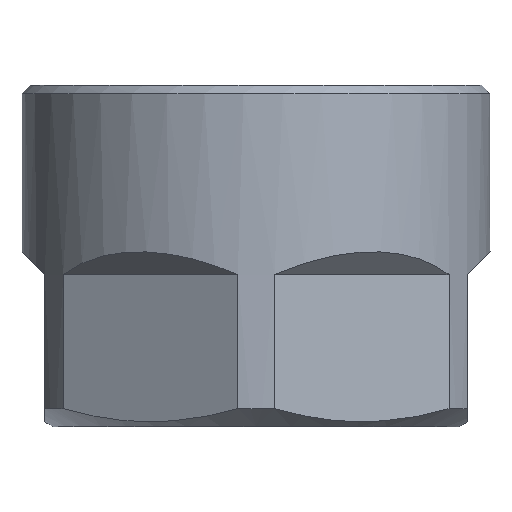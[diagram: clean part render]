
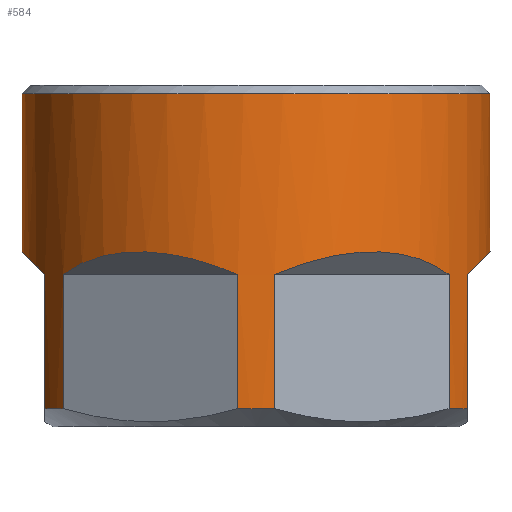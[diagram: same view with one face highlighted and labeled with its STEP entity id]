
A CAD part, front view. The second image highlights one B-rep face of the part: STEP entity #584.
In plain terms, the highlighted cylindrical face has radius 13.85 mm (diameter 27.7 mm), a full revolution.
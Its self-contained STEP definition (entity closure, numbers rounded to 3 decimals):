
#20=ELLIPSE('',#610,19.587,13.85);
#21=ELLIPSE('',#615,19.587,13.85);
#22=ELLIPSE('',#620,19.587,13.85);
#23=ELLIPSE('',#623,19.587,13.85);
#24=ELLIPSE('',#625,19.587,13.85);
#25=ELLIPSE('',#630,19.587,13.85);
#32=LINE('',#791,#50);
#33=LINE('',#800,#51);
#35=LINE('',#806,#53);
#36=LINE('',#815,#54);
#39=LINE('',#834,#57);
#40=LINE('',#843,#58);
#43=LINE('',#854,#61);
#44=LINE('',#862,#62);
#46=LINE('',#872,#64);
#47=LINE('',#880,#65);
#48=LINE('',#882,#66);
#49=LINE('',#890,#67);
#50=VECTOR('',#678,1000.);
#51=VECTOR('',#679,1000.);
#53=VECTOR('',#687,1000.);
#54=VECTOR('',#688,1000.);
#57=VECTOR('',#711,1000.);
#58=VECTOR('',#712,1000.);
#61=VECTOR('',#725,1000.);
#62=VECTOR('',#726,1000.);
#64=VECTOR('',#738,1000.);
#65=VECTOR('',#739,1000.);
#66=VECTOR('',#742,1000.);
#67=VECTOR('',#743,1000.);
#145=ORIENTED_EDGE('',*,*,#225,.F.);
#146=ORIENTED_EDGE('',*,*,#229,.T.);
#147=ORIENTED_EDGE('',*,*,#226,.T.);
#148=ORIENTED_EDGE('',*,*,#209,.T.);
#149=ORIENTED_EDGE('',*,*,#228,.F.);
#150=ORIENTED_EDGE('',*,*,#230,.T.);
#151=ORIENTED_EDGE('',*,*,#200,.T.);
#152=ORIENTED_EDGE('',*,*,#205,.T.);
#153=ORIENTED_EDGE('',*,*,#202,.F.);
#154=ORIENTED_EDGE('',*,*,#231,.T.);
#155=ORIENTED_EDGE('',*,*,#195,.T.);
#156=ORIENTED_EDGE('',*,*,#199,.T.);
#157=ORIENTED_EDGE('',*,*,#197,.F.);
#158=ORIENTED_EDGE('',*,*,#232,.T.);
#159=ORIENTED_EDGE('',*,*,#217,.T.);
#160=ORIENTED_EDGE('',*,*,#216,.T.);
#161=ORIENTED_EDGE('',*,*,#219,.F.);
#162=ORIENTED_EDGE('',*,*,#233,.T.);
#163=ORIENTED_EDGE('',*,*,#210,.T.);
#164=ORIENTED_EDGE('',*,*,#214,.T.);
#165=ORIENTED_EDGE('',*,*,#212,.F.);
#166=ORIENTED_EDGE('',*,*,#234,.T.);
#167=ORIENTED_EDGE('',*,*,#223,.T.);
#168=ORIENTED_EDGE('',*,*,#222,.T.);
#169=ORIENTED_EDGE('',*,*,#235,.T.);
#195=EDGE_CURVE('',#244,#245,#32,.T.);
#197=EDGE_CURVE('',#246,#247,#33,.T.);
#199=EDGE_CURVE('',#245,#247,#20,.T.);
#200=EDGE_CURVE('',#248,#249,#35,.T.);
#202=EDGE_CURVE('',#250,#251,#36,.T.);
#205=EDGE_CURVE('',#249,#251,#21,.T.);
#209=EDGE_CURVE('',#255,#256,#22,.T.);
#210=EDGE_CURVE('',#257,#258,#39,.T.);
#212=EDGE_CURVE('',#259,#260,#40,.T.);
#214=EDGE_CURVE('',#258,#260,#23,.T.);
#216=EDGE_CURVE('',#261,#262,#24,.T.);
#217=EDGE_CURVE('',#263,#261,#43,.T.);
#219=EDGE_CURVE('',#264,#262,#44,.T.);
#222=EDGE_CURVE('',#266,#267,#25,.T.);
#223=EDGE_CURVE('',#268,#266,#46,.T.);
#225=EDGE_CURVE('',#269,#267,#47,.T.);
#226=EDGE_CURVE('',#270,#255,#48,.T.);
#228=EDGE_CURVE('',#271,#256,#49,.T.);
#229=EDGE_CURVE('',#269,#270,#285,.T.);
#230=EDGE_CURVE('',#271,#248,#286,.T.);
#231=EDGE_CURVE('',#250,#244,#287,.T.);
#232=EDGE_CURVE('',#246,#263,#288,.T.);
#233=EDGE_CURVE('',#264,#257,#289,.T.);
#234=EDGE_CURVE('',#259,#268,#290,.T.);
#235=EDGE_CURVE('',#272,#272,#291,.T.);
#244=VERTEX_POINT('',#792);
#245=VERTEX_POINT('',#793);
#246=VERTEX_POINT('',#799);
#247=VERTEX_POINT('',#801);
#248=VERTEX_POINT('',#807);
#249=VERTEX_POINT('',#808);
#250=VERTEX_POINT('',#814);
#251=VERTEX_POINT('',#816);
#255=VERTEX_POINT('',#830);
#256=VERTEX_POINT('',#831);
#257=VERTEX_POINT('',#835);
#258=VERTEX_POINT('',#836);
#259=VERTEX_POINT('',#842);
#260=VERTEX_POINT('',#844);
#261=VERTEX_POINT('',#850);
#262=VERTEX_POINT('',#851);
#263=VERTEX_POINT('',#855);
#264=VERTEX_POINT('',#861);
#266=VERTEX_POINT('',#868);
#267=VERTEX_POINT('',#869);
#268=VERTEX_POINT('',#873);
#269=VERTEX_POINT('',#879);
#270=VERTEX_POINT('',#883);
#271=VERTEX_POINT('',#889);
#272=VERTEX_POINT('',#899);
#285=CIRCLE('',#634,13.85);
#286=CIRCLE('',#635,13.85);
#287=CIRCLE('',#636,13.85);
#288=CIRCLE('',#637,13.85);
#289=CIRCLE('',#638,13.85);
#290=CIRCLE('',#639,13.85);
#291=CIRCLE('',#640,13.85);
#324=EDGE_LOOP('',(#145,#146,#147,#148,#149,#150,#151,#152,#153,#154,#155,
#156,#157,#158,#159,#160,#161,#162,#163,#164,#165,#166,#167,#168));
#325=EDGE_LOOP('',(#169));
#364=FACE_BOUND('',#324,.T.);
#365=FACE_BOUND('',#325,.T.);
#376=CYLINDRICAL_SURFACE('',#633,13.85);
#584=ADVANCED_FACE('',(#364,#365),#376,.T.);
#610=AXIS2_PLACEMENT_3D('',#804,#683,#684);
#615=AXIS2_PLACEMENT_3D('',#822,#696,#697);
#620=AXIS2_PLACEMENT_3D('',#832,#707,#708);
#623=AXIS2_PLACEMENT_3D('',#847,#716,#717);
#625=AXIS2_PLACEMENT_3D('',#852,#721,#722);
#630=AXIS2_PLACEMENT_3D('',#870,#734,#735);
#633=AXIS2_PLACEMENT_3D('',#891,#744,#745);
#634=AXIS2_PLACEMENT_3D('',#892,#746,#747);
#635=AXIS2_PLACEMENT_3D('',#893,#748,#749);
#636=AXIS2_PLACEMENT_3D('',#894,#750,#751);
#637=AXIS2_PLACEMENT_3D('',#895,#752,#753);
#638=AXIS2_PLACEMENT_3D('',#896,#754,#755);
#639=AXIS2_PLACEMENT_3D('',#897,#756,#757);
#640=AXIS2_PLACEMENT_3D('',#898,#758,#759);
#678=DIRECTION('',(0.,0.,1.));
#679=DIRECTION('',(0.,0.,1.));
#683=DIRECTION('',(0.707,0.,0.707));
#684=DIRECTION('',(-0.707,0.,0.707));
#687=DIRECTION('',(0.,0.,1.));
#688=DIRECTION('',(0.,0.,1.));
#696=DIRECTION('',(0.354,-0.612,0.707));
#697=DIRECTION('',(-0.354,0.612,0.707));
#707=DIRECTION('',(-0.354,-0.612,0.707));
#708=DIRECTION('',(0.354,0.612,0.707));
#711=DIRECTION('',(0.,0.,1.));
#712=DIRECTION('',(0.,0.,1.));
#716=DIRECTION('',(-0.354,0.612,0.707));
#717=DIRECTION('',(0.354,-0.612,0.707));
#721=DIRECTION('',(0.354,0.612,0.707));
#722=DIRECTION('',(-0.354,-0.612,0.707));
#725=DIRECTION('',(0.,0.,1.));
#726=DIRECTION('',(0.,0.,1.));
#734=DIRECTION('',(-0.707,0.,0.707));
#735=DIRECTION('',(0.707,0.,0.707));
#738=DIRECTION('',(0.,0.,1.));
#739=DIRECTION('',(0.,0.,1.));
#742=DIRECTION('',(0.,0.,1.));
#743=DIRECTION('',(0.,0.,1.));
#744=DIRECTION('',(0.,0.,-1.));
#745=DIRECTION('',(1.,0.,0.));
#746=DIRECTION('',(0.,0.,1.));
#747=DIRECTION('',(1.,0.,0.));
#748=DIRECTION('',(0.,0.,1.));
#749=DIRECTION('',(1.,0.,0.));
#750=DIRECTION('',(0.,0.,1.));
#751=DIRECTION('',(1.,0.,0.));
#752=DIRECTION('',(0.,0.,1.));
#753=DIRECTION('',(1.,0.,0.));
#754=DIRECTION('',(0.,0.,1.));
#755=DIRECTION('',(1.,0.,0.));
#756=DIRECTION('',(0.,0.,1.));
#757=DIRECTION('',(1.,0.,0.));
#758=DIRECTION('',(0.,0.,-1.));
#759=DIRECTION('',(-1.,0.,0.));
#791=CARTESIAN_POINT('',(-12.5,5.964,60.));
#792=CARTESIAN_POINT('',(-12.5,5.964,-9.032));
#793=CARTESIAN_POINT('',(-12.5,5.964,-1.1));
#799=CARTESIAN_POINT('',(-12.5,-5.964,-9.032));
#800=CARTESIAN_POINT('',(-12.5,-5.964,60.));
#801=CARTESIAN_POINT('',(-12.5,-5.964,-1.1));
#804=CARTESIAN_POINT('',(0.,0.,-13.6));
#806=CARTESIAN_POINT('',(-1.085,13.807,60.));
#807=CARTESIAN_POINT('',(-1.085,13.807,-9.032));
#808=CARTESIAN_POINT('',(-1.085,13.807,-1.1));
#814=CARTESIAN_POINT('',(-11.415,7.843,-9.032));
#815=CARTESIAN_POINT('',(-11.415,7.843,60.));
#816=CARTESIAN_POINT('',(-11.415,7.843,-1.1));
#822=CARTESIAN_POINT('',(0.,0.,-13.6));
#830=CARTESIAN_POINT('',(11.415,7.843,-1.1));
#831=CARTESIAN_POINT('',(1.085,13.807,-1.1));
#832=CARTESIAN_POINT('',(0.,0.,-13.6));
#834=CARTESIAN_POINT('',(1.085,-13.807,60.));
#835=CARTESIAN_POINT('',(1.085,-13.807,-9.032));
#836=CARTESIAN_POINT('',(1.085,-13.807,-1.1));
#842=CARTESIAN_POINT('',(11.415,-7.843,-9.032));
#843=CARTESIAN_POINT('',(11.415,-7.843,60.));
#844=CARTESIAN_POINT('',(11.415,-7.843,-1.1));
#847=CARTESIAN_POINT('',(0.,0.,-13.6));
#850=CARTESIAN_POINT('',(-11.415,-7.843,-1.1));
#851=CARTESIAN_POINT('',(-1.085,-13.807,-1.1));
#852=CARTESIAN_POINT('',(0.,0.,-13.6));
#854=CARTESIAN_POINT('',(-11.415,-7.843,60.));
#855=CARTESIAN_POINT('',(-11.415,-7.843,-9.032));
#861=CARTESIAN_POINT('',(-1.085,-13.807,-9.032));
#862=CARTESIAN_POINT('',(-1.085,-13.807,60.));
#868=CARTESIAN_POINT('',(12.5,-5.964,-1.1));
#869=CARTESIAN_POINT('',(12.5,5.964,-1.1));
#870=CARTESIAN_POINT('',(0.,0.,-13.6));
#872=CARTESIAN_POINT('',(12.5,-5.964,60.));
#873=CARTESIAN_POINT('',(12.5,-5.964,-9.032));
#879=CARTESIAN_POINT('',(12.5,5.964,-9.032));
#880=CARTESIAN_POINT('',(12.5,5.964,60.));
#882=CARTESIAN_POINT('',(11.415,7.843,60.));
#883=CARTESIAN_POINT('',(11.415,7.843,-9.032));
#889=CARTESIAN_POINT('',(1.085,13.807,-9.032));
#890=CARTESIAN_POINT('',(1.085,13.807,60.));
#891=CARTESIAN_POINT('',(0.,0.,60.));
#892=CARTESIAN_POINT('',(0.,0.,-9.032));
#893=CARTESIAN_POINT('',(0.,0.,-9.032));
#894=CARTESIAN_POINT('',(0.,0.,-9.032));
#895=CARTESIAN_POINT('',(0.,0.,-9.032));
#896=CARTESIAN_POINT('',(0.,0.,-9.032));
#897=CARTESIAN_POINT('',(0.,0.,-9.032));
#898=CARTESIAN_POINT('',(0.,0.,9.6));
#899=CARTESIAN_POINT('',(-13.85,0.,9.6));
